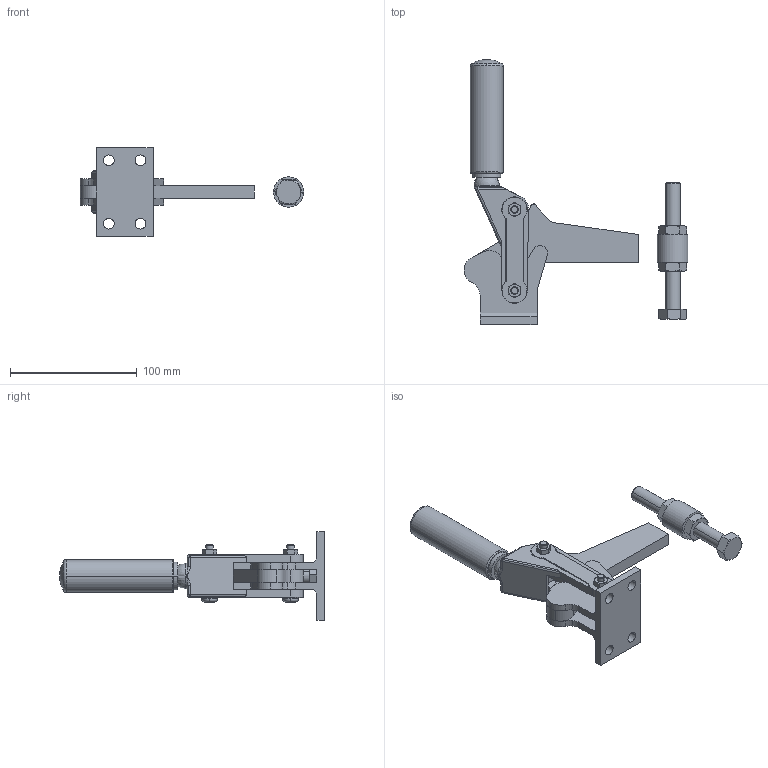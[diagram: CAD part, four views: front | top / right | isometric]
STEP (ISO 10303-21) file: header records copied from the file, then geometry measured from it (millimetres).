
FILE_DESCRIPTION((''),'2;1');
FILE_NAME('M19TB.stp','2006-07-12T08:09:09',('Matthew'),(''),'Autodesk Inventor 8','Autodesk Inventor 8','');
FILE_SCHEMA(('AUTOMOTIVE_DESIGN { 1 0 10303 214 1 1 1 1 }'));
Length unit declared in the file: millimetre
Products named in the file (7): M19TB; M19TB1; M19TB2; M19TB3; M19TB4; M19TB5; M19TB6
Assembly tree (6 placements, depth 2):
  M19TB
    M19TB1
    M19TB2
    M19TB3
    M19TB4
    M19TB5
    M19TB6
Bounding box: 176.6 x 209.19 x 70 mm (x, y, z)
Volume: 216231.7 mm3; surface area: 69147.5 mm2
Topology: 6 solids, 6 shells, 316 faces, 821 edges, 523 vertices
Faces by surface type: cylinder 126, plane 104, cone 40, torus 20, bspline 20, sphere 6
Entity records: 10371 total; most frequent: CARTESIAN_POINT 2484, DIRECTION 1693, ORIENTED_EDGE 1626, EDGE_CURVE 813, AXIS2_PLACEMENT_3D 676, VERTEX_POINT 521, CIRCLE 359, EDGE_LOOP 356
